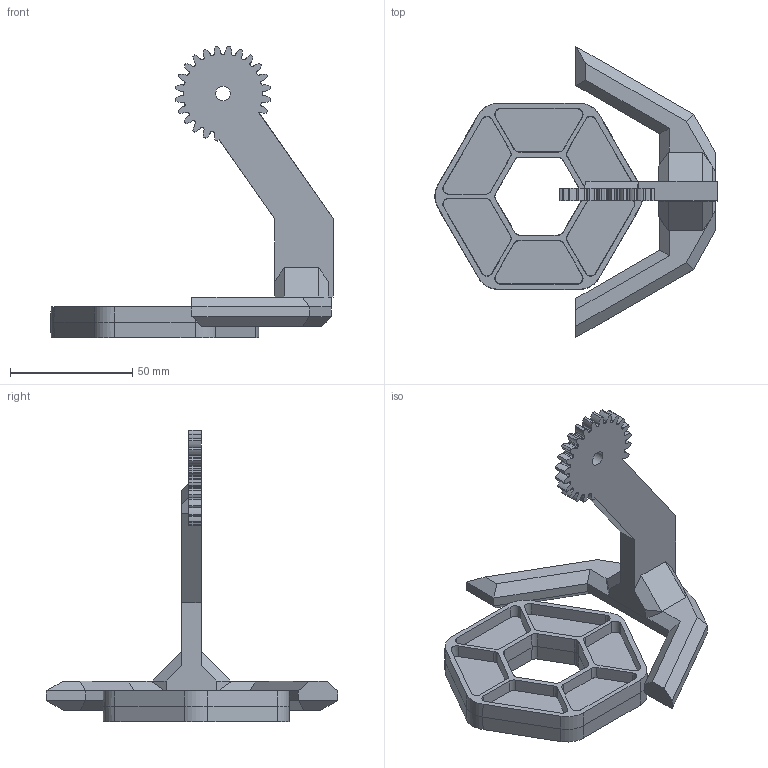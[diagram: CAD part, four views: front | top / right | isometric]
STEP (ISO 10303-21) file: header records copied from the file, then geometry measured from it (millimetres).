
FILE_DESCRIPTION(/* description */ ('STEP AP242','CAx-IF Rec.Pracs.---Representation and Presentation of Product Manufacturing Information (PMI)---4.0---2014-10-13','CAx-IF Rec.Pracs.---3D Tessellated Geometry---0.4---2014-09-14','2;1'),/* implementation_level */ '2;1');
FILE_NAME(/* name */ '6687e0ef2a0ea65e6c04f16d',/* time_stamp */ '2024-07-05T12:02:55Z',/* author */ (''),/* organization */ (''),/* preprocessor_version */ 'ST-DEVELOPER v20',/* originating_system */ ' ',/* authorisation */ ' ');
FILE_SCHEMA (('AP242_MANAGED_MODEL_BASED_3D_ENGINEERING_MIM_LF { 1 0 10303 442 1 1 4 }'));
Length unit declared in the file: metre
Products named in the file (3): Assembly 1; Part 1; CENTERSTAGE? Pixel Purple am-5001_purple
Assembly tree (2 placements, depth 2):
  Assembly 1
    Part 1
    CENTERSTAGE? Pixel Purple am-5001_purple
Bounding box: 115.46 x 119.01 x 119.25 mm (x, y, z)
Volume: 67169.6 mm3; surface area: 33398.4 mm2
Topology: 2 solids, 2 shells, 341 faces, 924 edges, 599 vertices
Faces by surface type: cylinder 152, plane 149, bspline 40
Full cylindrical faces by diameter (mm): 6 x1
Entity records: 12381 total; most frequent: CARTESIAN_POINT 3734, ORIENTED_EDGE 1846, DIRECTION 1743, EDGE_CURVE 923, VERTEX_POINT 599, AXIS2_PLACEMENT_3D 596, LINE 551, VECTOR 551
